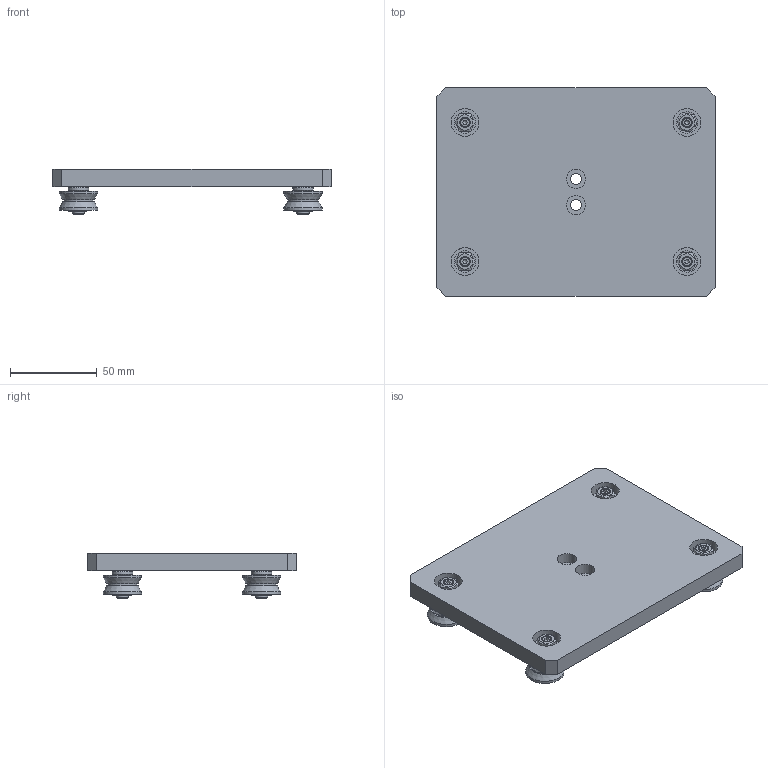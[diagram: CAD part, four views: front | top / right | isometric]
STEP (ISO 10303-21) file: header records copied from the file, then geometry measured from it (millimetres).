
FILE_DESCRIPTION(/* description */ ('GR.CARRELLO COMPL.PER GDX10A'),/* implementation_level */ '2;1');
FILE_NAME(/* name */ 'GCARO0000198.stp',/* time_stamp */ '2022-07-27T14:52:49+02:00',/* author */ ('tecnico3.vi'),/* organization */ (''),/* preprocessor_version */ 'ST-DEVELOPER v18.1',/* originating_system */ 'Autodesk Inventor 2022',/* authorisation */ '');
FILE_SCHEMA (('AUTOMOTIVE_DESIGN { 1 0 10303 214 3 1 1 }'));
Length unit declared in the file: millimetre
Products named in the file (11): 60CA00116-A; 70PF00306-A; 23.522.00C; 70PE00130-A; !25.501.00!!!; 23.522.00E; 70PE00131-A; 80RT00013R-A; 440000000023; 440000000025; 25.501.00
Assembly tree (15 placements, depth 3):
  60CA00116-A
    70PF00306-A
    23.522.00C  x2
      70PE00130-A
      80RT00013R-A
      440000000023
      440000000025
      !25.501.00!!!
    23.522.00E  x2
      70PE00131-A
      80RT00013R-A
      440000000023
      440000000025
      25.501.00
Bounding box: 160 x 120 x 26 mm (x, y, z)
Volume: 202687 mm3; surface area: 59238.7 mm2
Topology: 21 solids, 21 shells, 436 faces, 964 edges, 608 vertices
Faces by surface type: plane 232, cylinder 140, cone 64
Full cylindrical faces by diameter (mm): 2.5 x8, 4.917 x4, 5 x4, 6 x8, 6.5 x2, 7 x12, 10 x8, 11 x2, 12 x4, 15 x8, 16 x4, 16.9 x4, 22 x8
Entity records: 5596 total; most frequent: DIRECTION 960, CARTESIAN_POINT 924, ORIENTED_EDGE 812, EDGE_CURVE 406, AXIS2_PLACEMENT_3D 366, VERTEX_POINT 258, EDGE_LOOP 228, LINE 228
